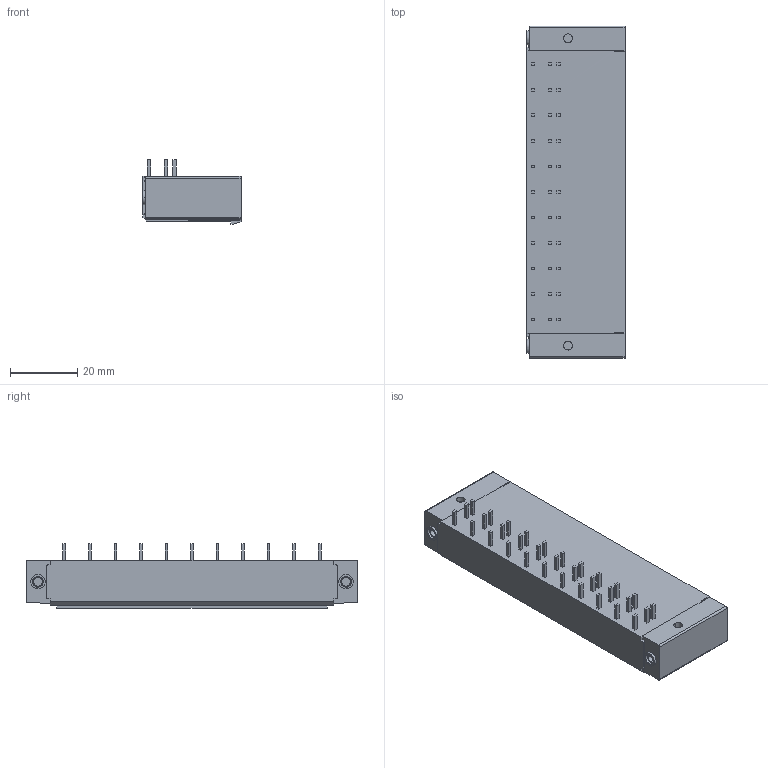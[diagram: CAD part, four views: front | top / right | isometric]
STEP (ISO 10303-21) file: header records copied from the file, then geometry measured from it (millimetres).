
FILE_DESCRIPTION((''),'2;1');
FILE_NAME('TLPHW-501R','2024-09-12T13:52:00',('sheji'),(''),'CREO PARAMETRIC BY PTC INC, 2018100','CREO PARAMETRIC BY PTC INC, 2018100','');
FILE_SCHEMA(('CONFIG_CONTROL_DESIGN'));
Length unit declared in the file: millimetre
Products named in the file (1): TLPHW-501R
Bounding box: 29.25 x 99.06 x 19.29 mm (x, y, z)
Volume: 25921 mm3; surface area: 19370.2 mm2
Topology: 1 solids, 1 shells, 965 faces, 2653 edges, 1764 vertices
Faces by surface type: plane 726, cylinder 237, cone 2
Entity records: 30508 total; most frequent: CARTESIAN_POINT 5429, ORIENTED_EDGE 5306, DIRECTION 5041, EDGE_CURVE 2653, VECTOR 2175, LINE 2175, VERTEX_POINT 1764, AXIS2_PLACEMENT_3D 1433
